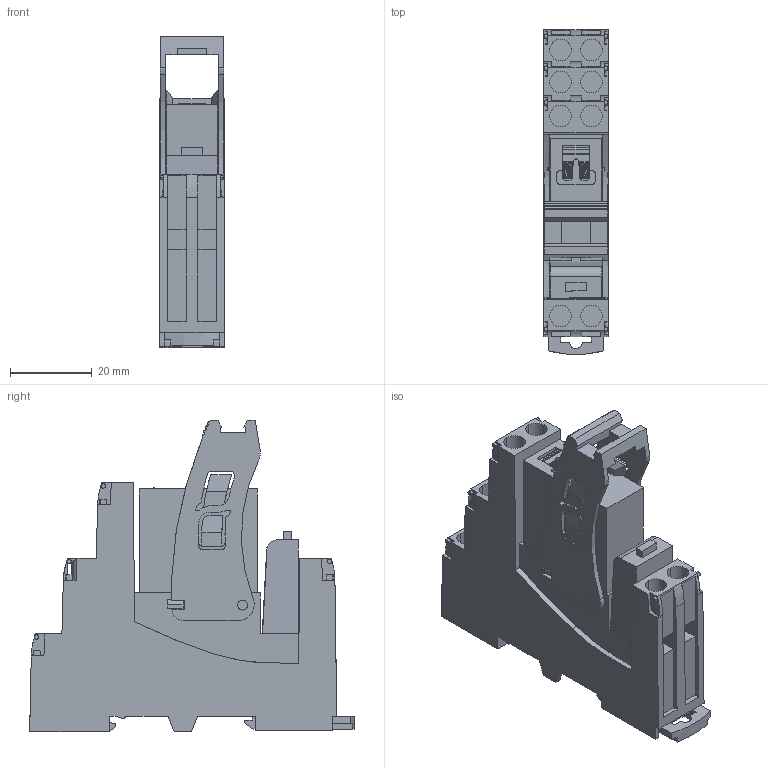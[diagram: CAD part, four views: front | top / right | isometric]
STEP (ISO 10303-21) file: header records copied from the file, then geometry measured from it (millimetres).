
FILE_DESCRIPTION(('CATIA V5 STEP Exchange','CAx-IF Rec.Pracs.--- Model Styling and Organization---1.5--- 2016-08-15','CAx-IF Rec.Pracs.---Supplemental Geometry---1.0---2011-11-01','CAx-IF Rec.Pracs.--- Composite Materials ---1.1---2010-07-15'),'2;1');
FILE_NAME ('D1650141_1', '2025-10-17T10:13:27+00:00', ('none'), ('Weidmueller'), 'CATIA Version 5-6 Release 2024 SP4', 'CATIA V5 STEP AP214 v3', 'none');
FILE_SCHEMA(('AUTOMOTIVE_DESIGN { 1 0 10303 214 1 1 1 1 }'));
Length unit declared in the file: millimetre
Products named in the file (1): S3D_CRIKIT_S_XXXVAC_XCO_L_PB
Bounding box: 15.8 x 79.61 x 76.3 mm (x, y, z)
Volume: 50272 mm3; surface area: 20360.5 mm2
Topology: 1 solids, 1 shells, 649 faces, 1882 edges, 1244 vertices
Faces by surface type: plane 475, cylinder 160, extrusion 10, cone 4
Entity records: 21277 total; most frequent: CARTESIAN_POINT 5268, ORIENTED_EDGE 3764, DIRECTION 2411, EDGE_CURVE 1882, VECTOR 1397, LINE 1387, VERTEX_POINT 1244, EDGE_LOOP 690
